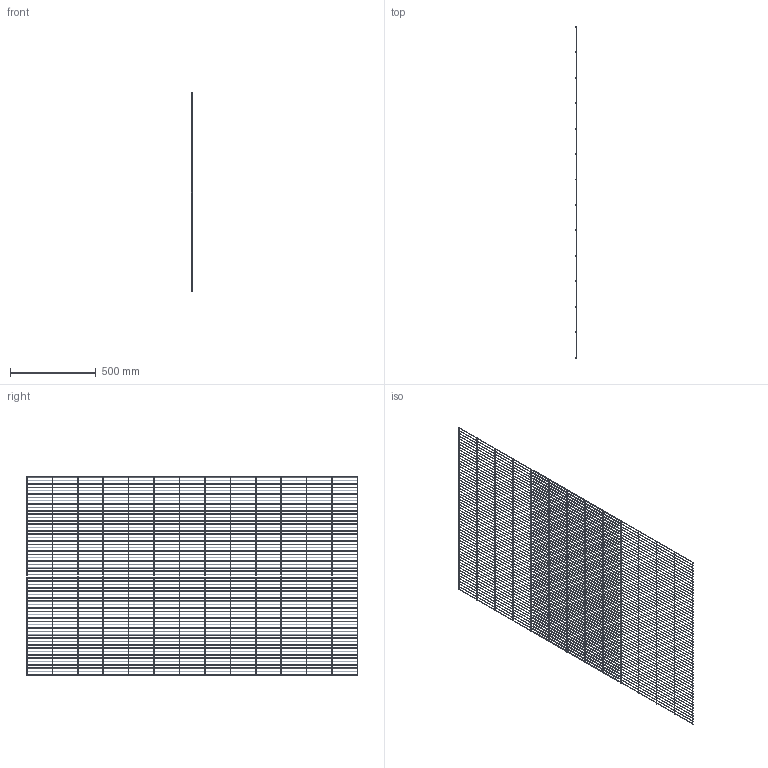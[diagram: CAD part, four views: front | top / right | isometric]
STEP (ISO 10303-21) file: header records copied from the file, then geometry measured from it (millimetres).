
FILE_DESCRIPTION (( 'STEP AP214' ), '1' );
FILE_NAME ('1G-1945.STEP', '2025-07-08T01:28:59', ( '' ), ( '' ), 'SwSTEP 2.0', 'SolidWorks 2023', '' );
FILE_SCHEMA (( 'AUTOMOTIVE_DESIGN' ));
Length unit declared in the file: millimetre
Products named in the file (1): 1G-1945
Bounding box: 6.28 x 1930 x 1155 mm (x, y, z)
Volume: 1021937.6 mm3; surface area: 1302977.5 mm2
Topology: 74 solids, 74 shells, 296 faces, 444 edges, 296 vertices
Faces by surface type: cylinder 148, plane 148
Entity records: 7344 total; most frequent: DIRECTION 1334, CARTESIAN_POINT 1037, ORIENTED_EDGE 888, AXIS2_PLACEMENT_3D 593, EDGE_CURVE 444, EDGE_LOOP 296, ADVANCED_FACE 296, FACE_OUTER_BOUND 296
